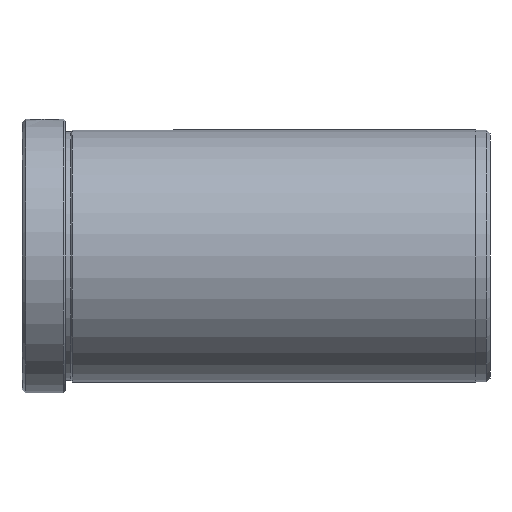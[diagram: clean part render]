
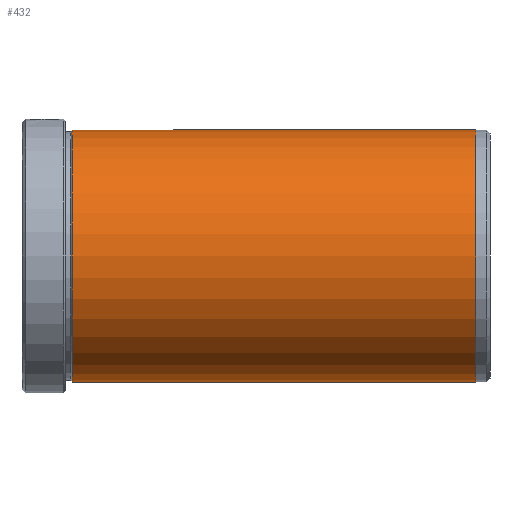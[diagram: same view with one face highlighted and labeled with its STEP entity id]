
A CAD part, left-side view. The second image highlights one B-rep face of the part: STEP entity #432.
In plain terms, the highlighted cylindrical face has radius 35 mm (diameter 70 mm), a partial arc.
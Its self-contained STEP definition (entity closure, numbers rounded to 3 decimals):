
#89 = CARTESIAN_POINT ( 'NONE',  ( 0., -14., 35. ) ) ;
#142 = EDGE_CURVE ( 'NONE', #963, #820, #1071, .T. ) ;
#190 = DIRECTION ( 'NONE',  ( 0., 1., 0. ) ) ;
#273 = CARTESIAN_POINT ( 'NONE',  ( 0., -126., 35. ) ) ;
#318 = DIRECTION ( 'NONE',  ( 0., 1., 0. ) ) ;
#389 = CARTESIAN_POINT ( 'NONE',  ( 0., -14., -35. ) ) ;
#432 = ADVANCED_FACE ( 'NONE', ( #1464 ), #1421, .T. ) ;
#511 = ORIENTED_EDGE ( 'NONE', *, *, #1059, .F. ) ;
#618 = CARTESIAN_POINT ( 'NONE',  ( 0., -126., -35. ) ) ;
#682 = VECTOR ( 'NONE', #1101, 1000. ) ;
#683 = VECTOR ( 'NONE', #318, 1000. ) ;
#819 = ORIENTED_EDGE ( 'NONE', *, *, #824, .F. ) ;
#820 = VERTEX_POINT ( 'NONE', #618 ) ;
#824 = EDGE_CURVE ( 'NONE', #979, #945, #960, .T. ) ;
#855 = EDGE_LOOP ( 'NONE', ( #511, #1568, #1241, #819 ) ) ;
#868 = AXIS2_PLACEMENT_3D ( 'NONE', #1056, #190, #1200 ) ;
#873 = DIRECTION ( 'NONE',  ( 0., 0., -1. ) ) ;
#910 = CARTESIAN_POINT ( 'NONE',  ( 0., 0., 0. ) ) ;
#936 = AXIS2_PLACEMENT_3D ( 'NONE', #1022, #1011, #873 ) ;
#945 = VERTEX_POINT ( 'NONE', #89 ) ;
#960 = CIRCLE ( 'NONE', #868, 35. ) ;
#963 = VERTEX_POINT ( 'NONE', #273 ) ;
#979 = VERTEX_POINT ( 'NONE', #389 ) ;
#1011 = DIRECTION ( 'NONE',  ( 0., -1., 0. ) ) ;
#1022 = CARTESIAN_POINT ( 'NONE',  ( 0., -126., 0. ) ) ;
#1056 = CARTESIAN_POINT ( 'NONE',  ( 0., -14., 0. ) ) ;
#1059 = EDGE_CURVE ( 'NONE', #820, #979, #1489, .T. ) ;
#1068 = LINE ( 'NONE', #1525, #682 ) ;
#1071 = CIRCLE ( 'NONE', #936, 35. ) ;
#1101 = DIRECTION ( 'NONE',  ( 0., 1., 0. ) ) ;
#1186 = CARTESIAN_POINT ( 'NONE',  ( 0., 0., -35. ) ) ;
#1200 = DIRECTION ( 'NONE',  ( 0., 0., 1. ) ) ;
#1201 = DIRECTION ( 'NONE',  ( 0., 1., 0. ) ) ;
#1241 = ORIENTED_EDGE ( 'NONE', *, *, #1639, .T. ) ;
#1385 = AXIS2_PLACEMENT_3D ( 'NONE', #910, #1201, #1766 ) ;
#1421 = CYLINDRICAL_SURFACE ( 'NONE', #1385, 35. ) ;
#1464 = FACE_OUTER_BOUND ( 'NONE', #855, .T. ) ;
#1489 = LINE ( 'NONE', #1186, #683 ) ;
#1525 = CARTESIAN_POINT ( 'NONE',  ( 0., 0., 35. ) ) ;
#1568 = ORIENTED_EDGE ( 'NONE', *, *, #142, .F. ) ;
#1639 = EDGE_CURVE ( 'NONE', #963, #945, #1068, .T. ) ;
#1766 = DIRECTION ( 'NONE',  ( 0., 0., 1. ) ) ;
